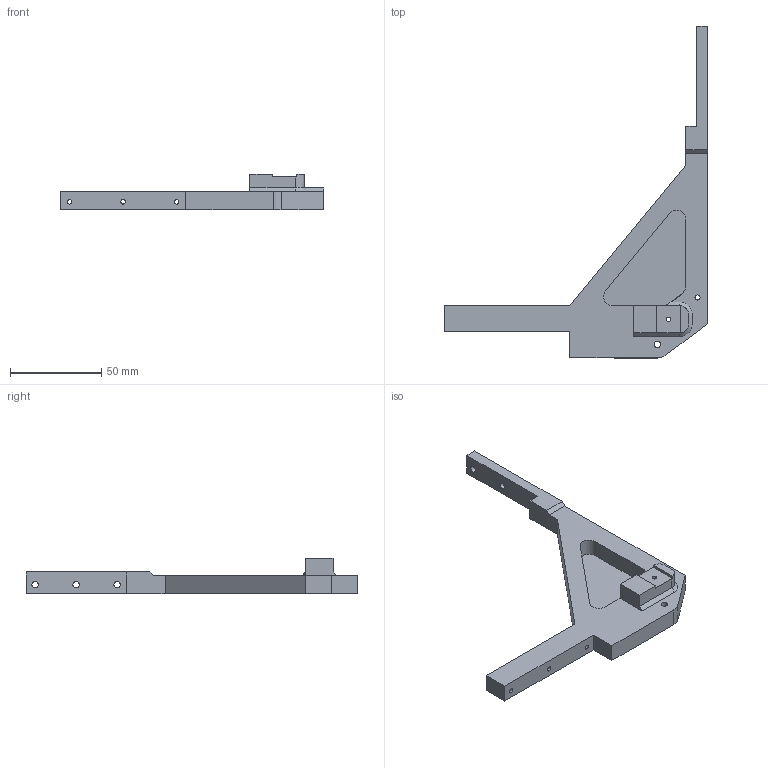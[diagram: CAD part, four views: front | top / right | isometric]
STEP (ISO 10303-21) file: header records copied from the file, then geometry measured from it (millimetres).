
FILE_DESCRIPTION (( 'STEP AP203' ), '1' );
FILE_NAME ('build platform-SE.STEP', '2018-02-28T04:45:57', ( '' ), ( '' ), 'SwSTEP 2.0', 'SolidWorks 2017', '' );
FILE_SCHEMA (( 'CONFIG_CONTROL_DESIGN' ));
Length unit declared in the file: millimetre
Products named in the file (1): build platform-SE
Bounding box: 144.4 x 182.21 x 19.5 mm (x, y, z)
Volume: 59282.8 mm3; surface area: 23206.5 mm2
Topology: 1 solids, 1 shells, 68 faces, 182 edges, 120 vertices
Faces by surface type: plane 35, cylinder 31, cone 2
Entity records: 2252 total; most frequent: DIRECTION 384, CARTESIAN_POINT 374, ORIENTED_EDGE 364, EDGE_CURVE 182, AXIS2_PLACEMENT_3D 134, VERTEX_POINT 120, VECTOR 116, LINE 116
